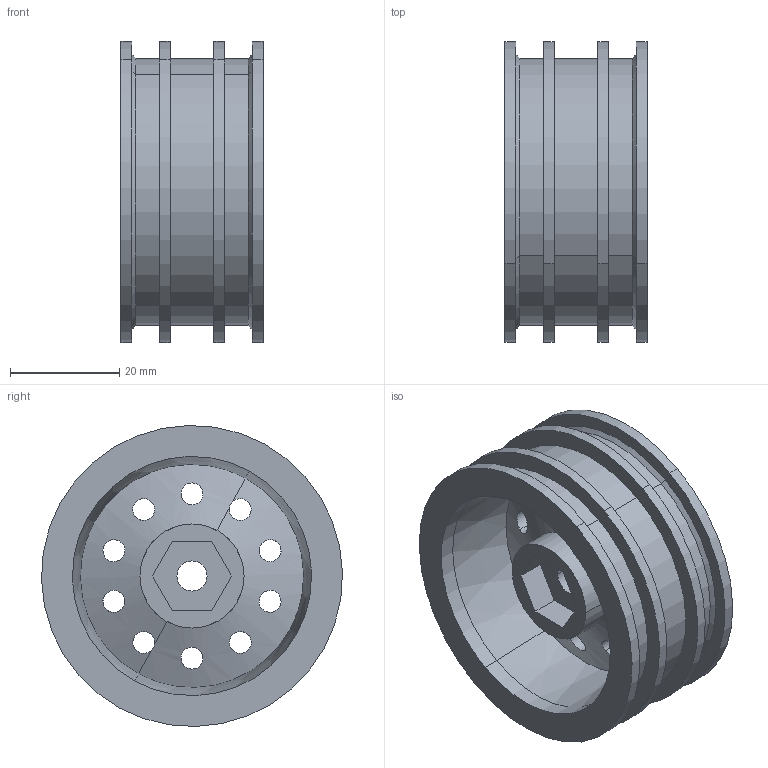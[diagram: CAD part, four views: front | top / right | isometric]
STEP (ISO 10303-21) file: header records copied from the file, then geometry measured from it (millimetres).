
FILE_DESCRIPTION(('CATIA V5 STEP Exchange'),'2;1');
FILE_NAME('llanta_v1.1.stp','2013-11-03T22:37:34+00:00',('none'),('none'),'CATIA Version 5 Release 21 GA (IN-10)','CATIA V5 STEP AP203','none');
FILE_SCHEMA(('CONFIG_CONTROL_DESIGN'));
Length unit declared in the file: millimetre
Products named in the file (1): llanta_v1.1
Bounding box: 26 x 54.98 x 54.98 mm (x, y, z)
Volume: 20298.4 mm3; surface area: 15193.3 mm2
Topology: 1 solids, 1 shells, 108 faces, 276 edges, 180 vertices
Faces by surface type: plane 52, cylinder 40, cone 16
Entity records: 3567 total; most frequent: CARTESIAN_POINT 1106, ORIENTED_EDGE 552, DIRECTION 370, EDGE_CURVE 276, VERTEX_POINT 180, VECTOR 168, LINE 168, EDGE_LOOP 140
